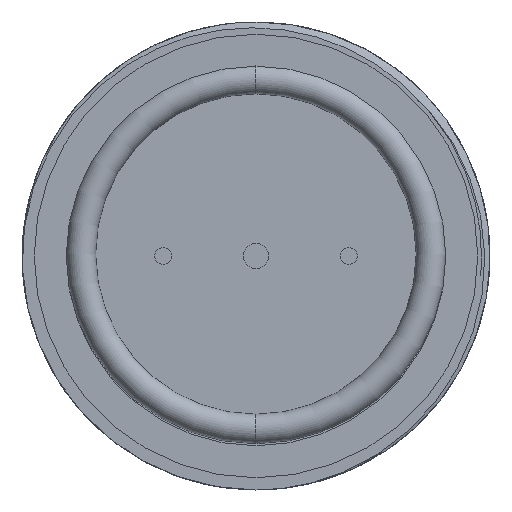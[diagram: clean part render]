
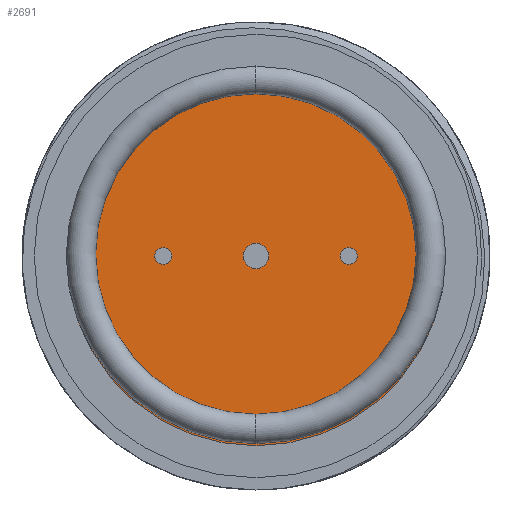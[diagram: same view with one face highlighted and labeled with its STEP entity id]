
A CAD part, front view. The second image highlights one B-rep face of the part: STEP entity #2691.
In plain terms, the highlighted planar face has unit normal (0, -1, 0).
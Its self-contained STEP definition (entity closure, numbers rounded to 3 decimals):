
#1 = VERTEX_POINT ( 'NONE', #4429 ) ;
#21 = CIRCLE ( 'NONE', #5133, 22.5 ) ;
#153 = CIRCLE ( 'NONE', #1000, 1. ) ;
#169 = CARTESIAN_POINT ( 'NONE',  ( 0., 2.7, 0. ) ) ;
#171 = DIRECTION ( 'NONE',  ( 0., 0., -1. ) ) ;
#236 = DIRECTION ( 'NONE',  ( 0., 0., -1. ) ) ;
#440 = EDGE_LOOP ( 'NONE', ( #2985, #2662 ) ) ;
#491 = ORIENTED_EDGE ( 'NONE', *, *, #2129, .F. ) ;
#493 = VERTEX_POINT ( 'NONE', #837 ) ;
#545 = DIRECTION ( 'NONE',  ( 0., -1., 0. ) ) ;
#575 = DIRECTION ( 'NONE',  ( 0., 0., -1. ) ) ;
#601 = CARTESIAN_POINT ( 'NONE',  ( 0., 2.7, 0. ) ) ;
#621 = CARTESIAN_POINT ( 'NONE',  ( -11., 2.7, -1. ) ) ;
#659 = CIRCLE ( 'NONE', #2719, 1. ) ;
#761 = VERTEX_POINT ( 'NONE', #1953 ) ;
#815 = VERTEX_POINT ( 'NONE', #3320 ) ;
#837 = CARTESIAN_POINT ( 'NONE',  ( 0., 2.7, -22.5 ) ) ;
#956 = FACE_BOUND ( 'NONE', #440, .T. ) ;
#1000 = AXIS2_PLACEMENT_3D ( 'NONE', #1691, #4547, #2106 ) ;
#1015 = DIRECTION ( 'NONE',  ( 0., 0., -1. ) ) ;
#1021 = AXIS2_PLACEMENT_3D ( 'NONE', #3650, #1592, #4455 ) ;
#1045 = AXIS2_PLACEMENT_3D ( 'NONE', #2992, #545, #3390 ) ;
#1063 = EDGE_LOOP ( 'NONE', ( #491, #2567 ) ) ;
#1080 = CARTESIAN_POINT ( 'NONE',  ( 11., 2.7, 1. ) ) ;
#1092 = AXIS2_PLACEMENT_3D ( 'NONE', #169, #3021, #575 ) ;
#1225 = AXIS2_PLACEMENT_3D ( 'NONE', #5062, #2603, #171 ) ;
#1592 = DIRECTION ( 'NONE',  ( 0., -1., 0. ) ) ;
#1691 = CARTESIAN_POINT ( 'NONE',  ( 11., 2.7, 0. ) ) ;
#1786 = CARTESIAN_POINT ( 'NONE',  ( -11., 2.7, 0. ) ) ;
#1815 = EDGE_LOOP ( 'NONE', ( #3310, #4362 ) ) ;
#1820 = DIRECTION ( 'NONE',  ( 0., -1., 0. ) ) ;
#1894 = FACE_BOUND ( 'NONE', #1815, .T. ) ;
#1953 = CARTESIAN_POINT ( 'NONE',  ( 0., 2.7, -1.5 ) ) ;
#2036 = EDGE_CURVE ( 'NONE', #815, #493, #3033, .T. ) ;
#2106 = DIRECTION ( 'NONE',  ( 0., 0., -1. ) ) ;
#2129 = EDGE_CURVE ( 'NONE', #761, #4382, #2907, .T. ) ;
#2204 = DIRECTION ( 'NONE',  ( 0., 0., -1. ) ) ;
#2261 = VERTEX_POINT ( 'NONE', #1080 ) ;
#2567 = ORIENTED_EDGE ( 'NONE', *, *, #4556, .F. ) ;
#2603 = DIRECTION ( 'NONE',  ( 0., -1., 0. ) ) ;
#2633 = ORIENTED_EDGE ( 'NONE', *, *, #2036, .T. ) ;
#2646 = AXIS2_PLACEMENT_3D ( 'NONE', #5125, #2671, #236 ) ;
#2662 = ORIENTED_EDGE ( 'NONE', *, *, #3108, .F. ) ;
#2671 = DIRECTION ( 'NONE',  ( 0., -1., 0. ) ) ;
#2691 = ADVANCED_FACE ( 'NONE', ( #1894, #956, #5159, #2995 ), #5260, .T. ) ;
#2719 = AXIS2_PLACEMENT_3D ( 'NONE', #4262, #1820, #4678 ) ;
#2777 = CIRCLE ( 'NONE', #1092, 1.5 ) ;
#2907 = CIRCLE ( 'NONE', #1225, 1.5 ) ;
#2985 = ORIENTED_EDGE ( 'NONE', *, *, #3382, .F. ) ;
#2992 = CARTESIAN_POINT ( 'NONE',  ( 0., 2.7, 0. ) ) ;
#2995 = FACE_OUTER_BOUND ( 'NONE', #3111, .T. ) ;
#3021 = DIRECTION ( 'NONE',  ( 0., -1., 0. ) ) ;
#3028 = EDGE_CURVE ( 'NONE', #3441, #3132, #3337, .T. ) ;
#3033 = CIRCLE ( 'NONE', #1045, 22.5 ) ;
#3108 = EDGE_CURVE ( 'NONE', #2261, #1, #659, .T. ) ;
#3111 = EDGE_LOOP ( 'NONE', ( #5163, #2633 ) ) ;
#3132 = VERTEX_POINT ( 'NONE', #621 ) ;
#3240 = CIRCLE ( 'NONE', #2646, 1. ) ;
#3310 = ORIENTED_EDGE ( 'NONE', *, *, #4935, .F. ) ;
#3320 = CARTESIAN_POINT ( 'NONE',  ( 0., 2.7, 22.5 ) ) ;
#3337 = CIRCLE ( 'NONE', #4479, 1. ) ;
#3382 = EDGE_CURVE ( 'NONE', #1, #2261, #153, .T. ) ;
#3390 = DIRECTION ( 'NONE',  ( 0., 0., -1. ) ) ;
#3441 = VERTEX_POINT ( 'NONE', #4170 ) ;
#3451 = DIRECTION ( 'NONE',  ( 0., -1., 0. ) ) ;
#3595 = CARTESIAN_POINT ( 'NONE',  ( 0., 2.7, 1.5 ) ) ;
#3650 = CARTESIAN_POINT ( 'NONE',  ( 0., 2.7, 0. ) ) ;
#4141 = EDGE_CURVE ( 'NONE', #493, #815, #21, .T. ) ;
#4170 = CARTESIAN_POINT ( 'NONE',  ( -11., 2.7, 1. ) ) ;
#4262 = CARTESIAN_POINT ( 'NONE',  ( 11., 2.7, 0. ) ) ;
#4362 = ORIENTED_EDGE ( 'NONE', *, *, #3028, .F. ) ;
#4382 = VERTEX_POINT ( 'NONE', #3595 ) ;
#4429 = CARTESIAN_POINT ( 'NONE',  ( 11., 2.7, -1. ) ) ;
#4455 = DIRECTION ( 'NONE',  ( 0., 0., -1. ) ) ;
#4479 = AXIS2_PLACEMENT_3D ( 'NONE', #1786, #4651, #2204 ) ;
#4547 = DIRECTION ( 'NONE',  ( 0., -1., 0. ) ) ;
#4556 = EDGE_CURVE ( 'NONE', #4382, #761, #2777, .T. ) ;
#4651 = DIRECTION ( 'NONE',  ( 0., -1., 0. ) ) ;
#4678 = DIRECTION ( 'NONE',  ( 0., 0., -1. ) ) ;
#4935 = EDGE_CURVE ( 'NONE', #3132, #3441, #3240, .T. ) ;
#5062 = CARTESIAN_POINT ( 'NONE',  ( 0., 2.7, 0. ) ) ;
#5125 = CARTESIAN_POINT ( 'NONE',  ( -11., 2.7, 0. ) ) ;
#5133 = AXIS2_PLACEMENT_3D ( 'NONE', #601, #3451, #1015 ) ;
#5159 = FACE_BOUND ( 'NONE', #1063, .T. ) ;
#5163 = ORIENTED_EDGE ( 'NONE', *, *, #4141, .T. ) ;
#5260 = PLANE ( 'NONE',  #1021 ) ;
